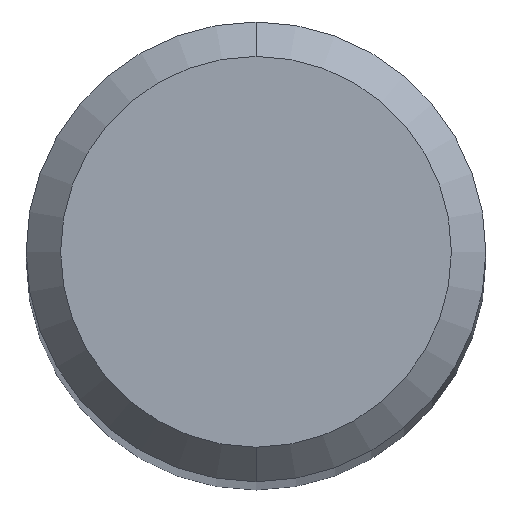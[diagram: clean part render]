
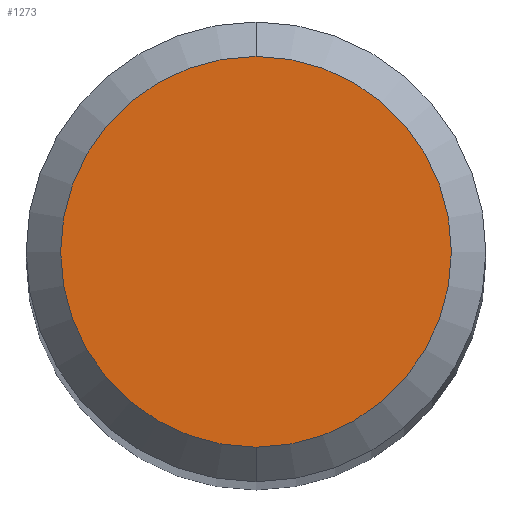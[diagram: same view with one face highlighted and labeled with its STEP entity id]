
A CAD part, top view. The second image highlights one B-rep face of the part: STEP entity #1273.
In plain terms, the highlighted planar face has unit normal (0, 0, 1).
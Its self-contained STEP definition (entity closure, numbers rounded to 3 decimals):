
#531=EDGE_CURVE('',#795,#1115,#1390,.T.);
#763=EDGE_CURVE('',#1115,#795,#1647,.T.);
#795=VERTEX_POINT('',#1681);
#1115=VERTEX_POINT('',#2025);
#1273=ADVANCED_FACE('',(#2196),#2197,.T.);
#1390=CIRCLE('',#2691,1.7);
#1647=CIRCLE('',#3824,1.7);
#1681=CARTESIAN_POINT('',(0.,-1.7,0.0));
#2025=CARTESIAN_POINT('',(0.0,1.7,0.0));
#2196=FACE_OUTER_BOUND('',#6199,.T.);
#2197=PLANE('',#6200);
#2691=AXIS2_PLACEMENT_3D('',#6317,#6318,#6319);
#3824=AXIS2_PLACEMENT_3D('',#6631,#6632,#6633);
#6199=EDGE_LOOP('',(#7172,#7173));
#6200=AXIS2_PLACEMENT_3D('',#7174,#7175,#7176);
#6317=CARTESIAN_POINT('',(0.0,0.0,0.0));
#6318=DIRECTION('',(0.0,0.0,-1.0));
#6319=DIRECTION('',(0.0,1.0,0.0));
#6631=CARTESIAN_POINT('',(0.0,0.0,0.0));
#6632=DIRECTION('',(0.0,0.0,-1.0));
#6633=DIRECTION('',(0.0,1.0,0.0));
#7172=ORIENTED_EDGE('',*,*,#763,.F.);
#7173=ORIENTED_EDGE('',*,*,#531,.F.);
#7174=CARTESIAN_POINT('',(0.0,0.85,0.0));
#7175=DIRECTION('',(-0.0,0.0,1.0));
#7176=DIRECTION('',(0.0,-1.0,0.0));
